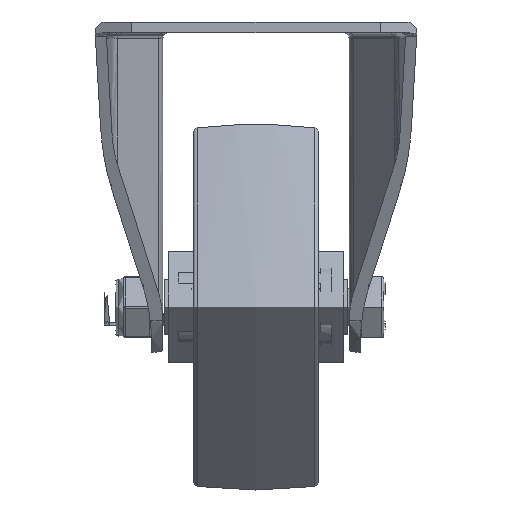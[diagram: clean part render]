
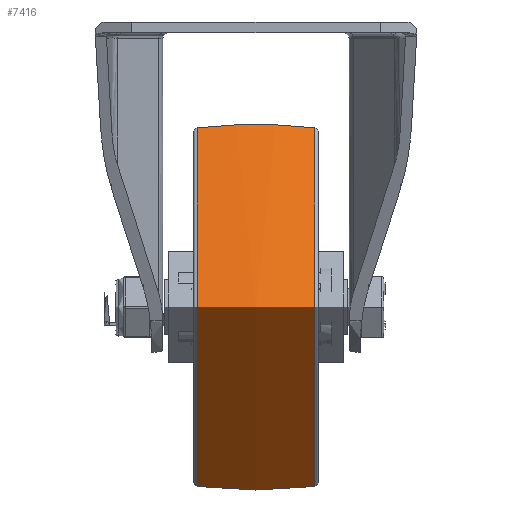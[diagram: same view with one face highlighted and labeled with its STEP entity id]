
A CAD part, left-side view. The second image highlights one B-rep face of the part: STEP entity #7416.
In plain terms, the highlighted free-form (B-spline) face has degree [2, 2] with [3, 9] control points.
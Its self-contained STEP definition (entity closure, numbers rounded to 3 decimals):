
#31=(
BOUNDED_SURFACE()
B_SPLINE_SURFACE(2,2,((#11776,#11777,#11778,#11779,#11780,#11781,#11782,
#11783,#11784),(#11785,#11786,#11787,#11788,#11789,#11790,#11791,#11792,
#11793),(#11794,#11795,#11796,#11797,#11798,#11799,#11800,#11801,#11802)),
 .UNSPECIFIED.,.F.,.T.,.F.)
B_SPLINE_SURFACE_WITH_KNOTS((3,3),(3,2,2,2,3),(-0.118,0.118),
(-3.142,-1.571,0.,1.571,3.142),
 .UNSPECIFIED.)
GEOMETRIC_REPRESENTATION_ITEM()
RATIONAL_B_SPLINE_SURFACE(((1.,0.707,1.,0.707,1.,
0.707,1.,0.707,1.),(0.993,0.702,
0.993,0.702,0.993,0.702,
0.993,0.702,0.993),(1.,0.707,
1.,0.707,1.,0.707,1.,0.707,1.)))
REPRESENTATION_ITEM('')
SURFACE()
);
#863=FACE_OUTER_BOUND('',#1314,.T.);
#1314=EDGE_LOOP('',(#5673,#5674,#5675,#5676));
#2922=CIRCLE('',#8094,49.046);
#2925=CIRCLE('',#8098,136.625);
#2926=CIRCLE('',#8099,49.046);
#3352=VERTEX_POINT('',#11767);
#3355=VERTEX_POINT('',#11803);
#4184=EDGE_CURVE('',#3352,#3352,#2922,.T.);
#4188=EDGE_CURVE('',#3352,#3355,#2925,.T.);
#4189=EDGE_CURVE('',#3355,#3355,#2926,.T.);
#5673=ORIENTED_EDGE('',*,*,#4184,.F.);
#5674=ORIENTED_EDGE('',*,*,#4188,.T.);
#5675=ORIENTED_EDGE('',*,*,#4189,.F.);
#5676=ORIENTED_EDGE('',*,*,#4188,.F.);
#7416=ADVANCED_FACE('',(#863),#31,.F.);
#8094=AXIS2_PLACEMENT_3D('',#11769,#9331,#9332);
#8098=AXIS2_PLACEMENT_3D('',#11804,#9340,#9341);
#8099=AXIS2_PLACEMENT_3D('',#11805,#9342,#9343);
#9331=DIRECTION('center_axis',(0.,-1.,0.));
#9332=DIRECTION('ref_axis',(0.,0.,-1.));
#9340=DIRECTION('center_axis',(-1.,0.,0.));
#9341=DIRECTION('ref_axis',(0.,0.,1.));
#9342=DIRECTION('center_axis',(0.,1.,0.));
#9343=DIRECTION('ref_axis',(0.,0.,1.));
#11767=CARTESIAN_POINT('',(0.,-16.118,49.046));
#11769=CARTESIAN_POINT('Origin',(0.,-16.118,0.));
#11776=CARTESIAN_POINT('Ctrl Pts',(0.,16.118,49.046));
#11777=CARTESIAN_POINT('Ctrl Pts',(-49.046,16.118,49.046));
#11778=CARTESIAN_POINT('Ctrl Pts',(-49.046,16.118,0.));
#11779=CARTESIAN_POINT('Ctrl Pts',(-49.046,16.118,-49.046));
#11780=CARTESIAN_POINT('Ctrl Pts',(0.,16.118,-49.046));
#11781=CARTESIAN_POINT('Ctrl Pts',(49.046,16.118,-49.046));
#11782=CARTESIAN_POINT('Ctrl Pts',(49.046,16.118,0.));
#11783=CARTESIAN_POINT('Ctrl Pts',(49.046,16.118,49.046));
#11784=CARTESIAN_POINT('Ctrl Pts',(0.,16.118,49.046));
#11785=CARTESIAN_POINT('Ctrl Pts',(0.,0.,50.961));
#11786=CARTESIAN_POINT('Ctrl Pts',(-50.961,0.,
50.961));
#11787=CARTESIAN_POINT('Ctrl Pts',(-50.961,0.,
0.));
#11788=CARTESIAN_POINT('Ctrl Pts',(-50.961,0.,
-50.961));
#11789=CARTESIAN_POINT('Ctrl Pts',(0.,0.,-50.961));
#11790=CARTESIAN_POINT('Ctrl Pts',(50.961,0.,
-50.961));
#11791=CARTESIAN_POINT('Ctrl Pts',(50.961,0.,
0.));
#11792=CARTESIAN_POINT('Ctrl Pts',(50.961,0.,
50.961));
#11793=CARTESIAN_POINT('Ctrl Pts',(0.,0.,50.961));
#11794=CARTESIAN_POINT('Ctrl Pts',(0.,-16.118,49.046));
#11795=CARTESIAN_POINT('Ctrl Pts',(-49.046,-16.118,
49.046));
#11796=CARTESIAN_POINT('Ctrl Pts',(-49.046,-16.118,
0.));
#11797=CARTESIAN_POINT('Ctrl Pts',(-49.046,-16.118,
-49.046));
#11798=CARTESIAN_POINT('Ctrl Pts',(0.,-16.118,-49.046));
#11799=CARTESIAN_POINT('Ctrl Pts',(49.046,-16.118,-49.046));
#11800=CARTESIAN_POINT('Ctrl Pts',(49.046,-16.118,0.));
#11801=CARTESIAN_POINT('Ctrl Pts',(49.046,-16.118,49.046));
#11802=CARTESIAN_POINT('Ctrl Pts',(0.,-16.118,49.046));
#11803=CARTESIAN_POINT('',(0.,16.118,49.046));
#11804=CARTESIAN_POINT('Origin',(0.,0.,
-86.625));
#11805=CARTESIAN_POINT('Origin',(0.,16.118,0.));
